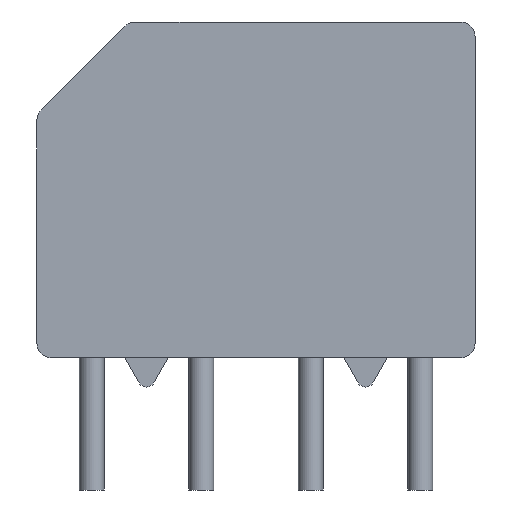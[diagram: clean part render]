
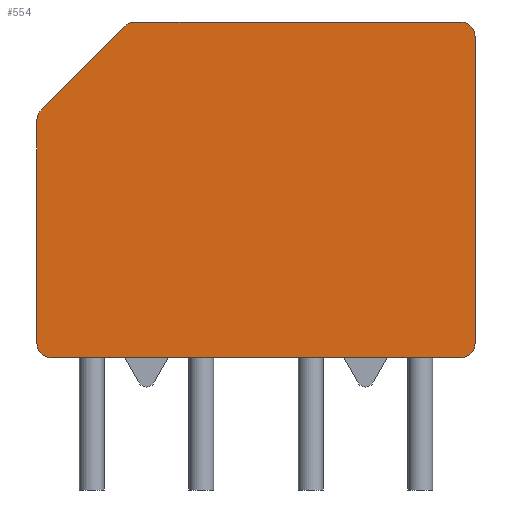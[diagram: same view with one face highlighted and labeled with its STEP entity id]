
A CAD part, front view. The second image highlights one B-rep face of the part: STEP entity #554.
In plain terms, the highlighted planar face has unit normal (0, -1, 0).
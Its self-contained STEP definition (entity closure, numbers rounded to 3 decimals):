
#446=CARTESIAN_POINT('',(-7.12,-2.54,1.02));
#447=VERTEX_POINT('',#446);
#454=CARTESIAN_POINT('',(-7.62,-2.54,1.52));
#455=VERTEX_POINT('',#454);
#456=CARTESIAN_POINT('',(-7.12,-2.54,1.52));
#457=DIRECTION('',(0.0,1.0,0.0));
#458=DIRECTION('',(-0.707,0.0,-0.707));
#459=AXIS2_PLACEMENT_3D('',#456,#457,#458);
#460=CIRCLE('',#459,0.5);
#461=EDGE_CURVE('',#447,#455,#460,.T.);
#472=CARTESIAN_POINT('',(7.62,-2.54,1.02));
#473=DIRECTION('',(0.0,-1.0,0.0));
#474=DIRECTION('',(0.0,0.0,-1.0));
#475=AXIS2_PLACEMENT_3D('',#472,#473,#474);
#476=PLANE('',#475);
#477=ORIENTED_EDGE('',*,*,#461,.F.);
#478=CARTESIAN_POINT('',(7.12,-2.54,1.02));
#479=VERTEX_POINT('',#478);
#480=CARTESIAN_POINT('',(7.12,-2.54,1.02));
#481=DIRECTION('',(-1.0,0.0,0.0));
#482=VECTOR('',#481,14.24);
#483=LINE('',#480,#482);
#484=EDGE_CURVE('',#479,#447,#483,.T.);
#485=ORIENTED_EDGE('',*,*,#484,.F.);
#486=CARTESIAN_POINT('',(7.62,-2.54,1.52));
#487=VERTEX_POINT('',#486);
#488=CARTESIAN_POINT('',(7.12,-2.54,1.52));
#489=DIRECTION('',(0.0,1.0,0.0));
#490=DIRECTION('',(0.707,0.0,-0.707));
#491=AXIS2_PLACEMENT_3D('',#488,#489,#490);
#492=CIRCLE('',#491,0.5);
#493=EDGE_CURVE('',#487,#479,#492,.T.);
#494=ORIENTED_EDGE('',*,*,#493,.F.);
#495=CARTESIAN_POINT('',(7.62,-2.54,12.2));
#496=VERTEX_POINT('',#495);
#497=CARTESIAN_POINT('',(7.62,-2.54,1.52));
#498=DIRECTION('',(0.0,0.0,1.0));
#499=VECTOR('',#498,10.68);
#500=LINE('',#497,#499);
#501=EDGE_CURVE('',#487,#496,#500,.T.);
#502=ORIENTED_EDGE('',*,*,#501,.T.);
#503=CARTESIAN_POINT('',(7.12,-2.54,12.7));
#504=VERTEX_POINT('',#503);
#505=CARTESIAN_POINT('',(7.12,-2.54,12.2));
#506=DIRECTION('',(0.0,1.0,0.0));
#507=DIRECTION('',(0.707,0.0,0.707));
#508=AXIS2_PLACEMENT_3D('',#505,#506,#507);
#509=CIRCLE('',#508,0.5);
#510=EDGE_CURVE('',#504,#496,#509,.T.);
#511=ORIENTED_EDGE('',*,*,#510,.F.);
#512=CARTESIAN_POINT('',(-4.213,-2.54,12.7));
#513=VERTEX_POINT('',#512);
#514=CARTESIAN_POINT('',(7.12,-2.54,12.7));
#515=DIRECTION('',(-1.0,0.0,0.0));
#516=VECTOR('',#515,11.333);
#517=LINE('',#514,#516);
#518=EDGE_CURVE('',#504,#513,#517,.T.);
#519=ORIENTED_EDGE('',*,*,#518,.T.);
#520=CARTESIAN_POINT('',(-4.566,-2.54,12.554));
#521=VERTEX_POINT('',#520);
#522=CARTESIAN_POINT('',(-4.213,-2.54,12.2));
#523=DIRECTION('',(0.0,1.0,0.0));
#524=DIRECTION('',(-0.383,0.0,0.924));
#525=AXIS2_PLACEMENT_3D('',#522,#523,#524);
#526=CIRCLE('',#525,0.5);
#527=EDGE_CURVE('',#521,#513,#526,.T.);
#528=ORIENTED_EDGE('',*,*,#527,.F.);
#529=CARTESIAN_POINT('',(-7.474,-2.54,9.646));
#530=VERTEX_POINT('',#529);
#531=CARTESIAN_POINT('',(-7.474,-2.54,9.646));
#532=DIRECTION('',(0.707,0.0,0.707));
#533=VECTOR('',#532,4.111);
#534=LINE('',#531,#533);
#535=EDGE_CURVE('',#530,#521,#534,.T.);
#536=ORIENTED_EDGE('',*,*,#535,.F.);
#537=CARTESIAN_POINT('',(-7.62,-2.54,9.293));
#538=VERTEX_POINT('',#537);
#539=CARTESIAN_POINT('',(-7.12,-2.54,9.293));
#540=DIRECTION('',(0.,1.0,0.));
#541=DIRECTION('',(-0.924,0.,0.383));
#542=AXIS2_PLACEMENT_3D('',#539,#540,#541);
#543=CIRCLE('',#542,0.5);
#544=EDGE_CURVE('',#538,#530,#543,.T.);
#545=ORIENTED_EDGE('',*,*,#544,.F.);
#546=CARTESIAN_POINT('',(-7.62,-2.54,1.52));
#547=DIRECTION('',(0.0,0.0,1.0));
#548=VECTOR('',#547,7.773);
#549=LINE('',#546,#548);
#550=EDGE_CURVE('',#455,#538,#549,.T.);
#551=ORIENTED_EDGE('',*,*,#550,.F.);
#552=EDGE_LOOP('',(#477,#485,#494,#502,#511,#519,#528,#536,#545,#551));
#553=FACE_OUTER_BOUND('',#552,.T.);
#554=ADVANCED_FACE('',(#553),#476,.T.);
